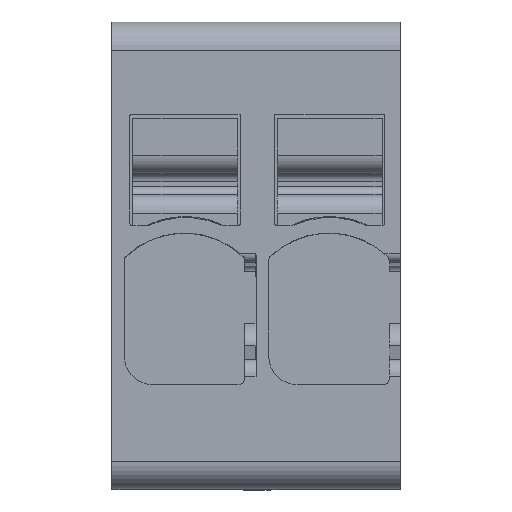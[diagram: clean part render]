
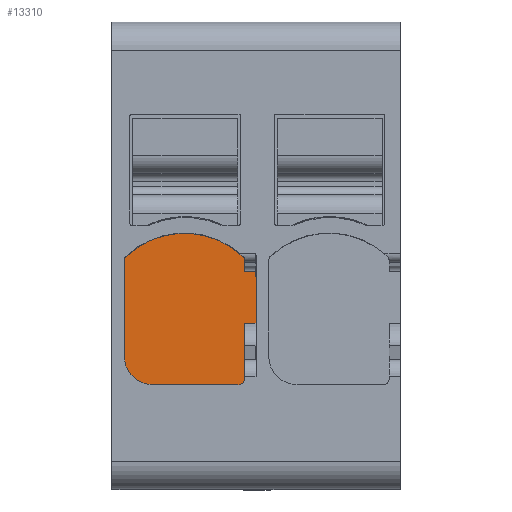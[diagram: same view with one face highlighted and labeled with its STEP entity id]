
A CAD part, top view. The second image highlights one B-rep face of the part: STEP entity #13310.
In plain terms, the highlighted planar face has unit normal (0, 0, 1).
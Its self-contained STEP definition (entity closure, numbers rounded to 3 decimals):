
#10428=AXIS2_PLACEMENT_3D('Circle Axis2P3D',#10426,#10427,$) ;
#10435=AXIS2_PLACEMENT_3D('Circle Axis2P3D',#10433,#10434,$) ;
#10486=AXIS2_PLACEMENT_3D('Circle Axis2P3D',#10484,#10485,$) ;
#10536=AXIS2_PLACEMENT_3D('Circle Axis2P3D',#10534,#10535,$) ;
#10561=AXIS2_PLACEMENT_3D('Circle Axis2P3D',#10559,#10560,$) ;
#13268=AXIS2_PLACEMENT_3D('Plane Axis2P3D',#13265,#13266,#13267) ;
#13279=AXIS2_PLACEMENT_3D('Circle Axis2P3D',#13277,#13278,$) ;
#13286=AXIS2_PLACEMENT_3D('Circle Axis2P3D',#13284,#13285,$) ;
#10314=CARTESIAN_POINT('Vertex',(5.1,7.702,35.55)) ;
#10317=CARTESIAN_POINT('Line Origine',(5.1,6.785,35.55)) ;
#10321=CARTESIAN_POINT('Vertex',(5.1,5.869,35.55)) ;
#10389=CARTESIAN_POINT('Vertex',(4.7,3.9,35.55)) ;
#10403=CARTESIAN_POINT('Vertex',(4.7,5.869,35.55)) ;
#10406=CARTESIAN_POINT('Line Origine',(4.7,4.885,35.55)) ;
#10426=CARTESIAN_POINT('Axis2P3D Location',(4.5,3.9,35.55)) ;
#10430=CARTESIAN_POINT('Vertex',(4.65,3.768,35.55)) ;
#10433=CARTESIAN_POINT('Axis2P3D Location',(4.5,3.9,35.55)) ;
#10437=CARTESIAN_POINT('Vertex',(4.5,3.7,35.55)) ;
#10459=CARTESIAN_POINT('Line Origine',(2.975,3.7,35.55)) ;
#10463=CARTESIAN_POINT('Vertex',(1.45,3.7,35.55)) ;
#10484=CARTESIAN_POINT('Axis2P3D Location',(1.45,4.7,35.55)) ;
#10488=CARTESIAN_POINT('Vertex',(0.45,4.7,35.55)) ;
#10509=CARTESIAN_POINT('Line Origine',(0.45,6.392,35.55)) ;
#10513=CARTESIAN_POINT('Vertex',(0.45,8.083,35.55)) ;
#10534=CARTESIAN_POINT('Axis2P3D Location',(0.65,8.083,35.55)) ;
#10538=CARTESIAN_POINT('Vertex',(0.513,8.229,35.55)) ;
#10559=CARTESIAN_POINT('Axis2P3D Location',(2.575,6.05,35.55)) ;
#10563=CARTESIAN_POINT('Vertex',(4.638,8.229,35.55)) ;
#13249=CARTESIAN_POINT('Vertex',(4.7,7.702,35.55)) ;
#13252=CARTESIAN_POINT('Line Origine',(2.215,7.702,35.55)) ;
#13265=CARTESIAN_POINT('Axis2P3D Location',(4.7,5.869,35.55)) ;
#13270=CARTESIAN_POINT('Line Origine',(4.7,7.893,35.55)) ;
#13274=CARTESIAN_POINT('Vertex',(4.7,8.083,35.55)) ;
#13277=CARTESIAN_POINT('Axis2P3D Location',(4.5,8.083,35.55)) ;
#13281=CARTESIAN_POINT('Vertex',(4.65,8.216,35.55)) ;
#13284=CARTESIAN_POINT('Axis2P3D Location',(4.5,8.083,35.55)) ;
#13289=CARTESIAN_POINT('Line Origine',(4.9,5.869,35.55)) ;
#10318=DIRECTION('Vector Direction',(0.,1.,0.)) ;
#10407=DIRECTION('Vector Direction',(0.,1.,0.)) ;
#10427=DIRECTION('Axis2P3D Direction',(0.,0.,1.)) ;
#10434=DIRECTION('Axis2P3D Direction',(0.,0.,1.)) ;
#10460=DIRECTION('Vector Direction',(-1.,0.,0.)) ;
#10485=DIRECTION('Axis2P3D Direction',(0.,0.,1.)) ;
#10510=DIRECTION('Vector Direction',(0.,1.,0.)) ;
#10535=DIRECTION('Axis2P3D Direction',(0.,0.,1.)) ;
#10560=DIRECTION('Axis2P3D Direction',(0.,0.,1.)) ;
#13253=DIRECTION('Vector Direction',(-1.,0.,0.)) ;
#13266=DIRECTION('Axis2P3D Direction',(0.,0.,-1.)) ;
#13267=DIRECTION('Axis2P3D XDirection',(0.,1.,0.)) ;
#13271=DIRECTION('Vector Direction',(0.,1.,0.)) ;
#13278=DIRECTION('Axis2P3D Direction',(0.,0.,-1.)) ;
#13285=DIRECTION('Axis2P3D Direction',(0.,0.,-1.)) ;
#13290=DIRECTION('Vector Direction',(1.,0.,0.)) ;
#10319=VECTOR('Line Direction',#10318,1.) ;
#10408=VECTOR('Line Direction',#10407,1.) ;
#10461=VECTOR('Line Direction',#10460,1.) ;
#10511=VECTOR('Line Direction',#10510,1.) ;
#13254=VECTOR('Line Direction',#13253,1.) ;
#13272=VECTOR('Line Direction',#13271,1.) ;
#13291=VECTOR('Line Direction',#13290,1.) ;
#13295=ORIENTED_EDGE('',*,*,#10323,.T.) ;
#13296=ORIENTED_EDGE('',*,*,#13256,.F.) ;
#13297=ORIENTED_EDGE('',*,*,#13276,.T.) ;
#13298=ORIENTED_EDGE('',*,*,#13283,.F.) ;
#13299=ORIENTED_EDGE('',*,*,#13288,.F.) ;
#13300=ORIENTED_EDGE('',*,*,#10565,.F.) ;
#13301=ORIENTED_EDGE('',*,*,#10540,.F.) ;
#13302=ORIENTED_EDGE('',*,*,#10515,.F.) ;
#13303=ORIENTED_EDGE('',*,*,#10490,.F.) ;
#13304=ORIENTED_EDGE('',*,*,#10465,.F.) ;
#13305=ORIENTED_EDGE('',*,*,#10439,.F.) ;
#13306=ORIENTED_EDGE('',*,*,#10432,.F.) ;
#13307=ORIENTED_EDGE('',*,*,#10410,.T.) ;
#13308=ORIENTED_EDGE('',*,*,#13293,.T.) ;
#13310=ADVANCED_FACE('Brep With Voids',(#13309),#13269,.F.) ;
#10429=CIRCLE('generated circle',#10428,0.2) ;
#10436=CIRCLE('generated circle',#10435,0.2) ;
#10487=CIRCLE('generated circle',#10486,1.) ;
#10537=CIRCLE('generated circle',#10536,0.2) ;
#10562=CIRCLE('generated circle',#10561,3.) ;
#13280=CIRCLE('generated circle',#13279,0.2) ;
#13287=CIRCLE('generated circle',#13286,0.2) ;
#10323=EDGE_CURVE('',#10322,#10315,#10320,.T.) ;
#10410=EDGE_CURVE('',#10390,#10404,#10409,.T.) ;
#10432=EDGE_CURVE('',#10390,#10431,#10429,.F.) ;
#10439=EDGE_CURVE('',#10431,#10438,#10436,.F.) ;
#10465=EDGE_CURVE('',#10438,#10464,#10462,.T.) ;
#10490=EDGE_CURVE('',#10464,#10489,#10487,.F.) ;
#10515=EDGE_CURVE('',#10489,#10514,#10512,.T.) ;
#10540=EDGE_CURVE('',#10514,#10539,#10537,.F.) ;
#10565=EDGE_CURVE('',#10539,#10564,#10562,.F.) ;
#13256=EDGE_CURVE('',#13250,#10315,#13255,.F.) ;
#13276=EDGE_CURVE('',#13250,#13275,#13273,.T.) ;
#13283=EDGE_CURVE('',#13282,#13275,#13280,.T.) ;
#13288=EDGE_CURVE('',#10564,#13282,#13287,.T.) ;
#13293=EDGE_CURVE('',#10404,#10322,#13292,.T.) ;
#13294=EDGE_LOOP('',(#13295,#13296,#13297,#13298,#13299,#13300,#13301,#13302,#13303,#13304,#13305,#13306,#13307,#13308)) ;
#13309=FACE_OUTER_BOUND('',#13294,.T.) ;
#10320=LINE('Line',#10317,#10319) ;
#10409=LINE('Line',#10406,#10408) ;
#10462=LINE('Line',#10459,#10461) ;
#10512=LINE('Line',#10509,#10511) ;
#13255=LINE('Line',#13252,#13254) ;
#13273=LINE('Line',#13270,#13272) ;
#13292=LINE('Line',#13289,#13291) ;
#13269=PLANE('',#13268) ;
#10315=VERTEX_POINT('',#10314) ;
#10322=VERTEX_POINT('',#10321) ;
#10390=VERTEX_POINT('',#10389) ;
#10404=VERTEX_POINT('',#10403) ;
#10431=VERTEX_POINT('',#10430) ;
#10438=VERTEX_POINT('',#10437) ;
#10464=VERTEX_POINT('',#10463) ;
#10489=VERTEX_POINT('',#10488) ;
#10514=VERTEX_POINT('',#10513) ;
#10539=VERTEX_POINT('',#10538) ;
#10564=VERTEX_POINT('',#10563) ;
#13250=VERTEX_POINT('',#13249) ;
#13275=VERTEX_POINT('',#13274) ;
#13282=VERTEX_POINT('',#13281) ;
